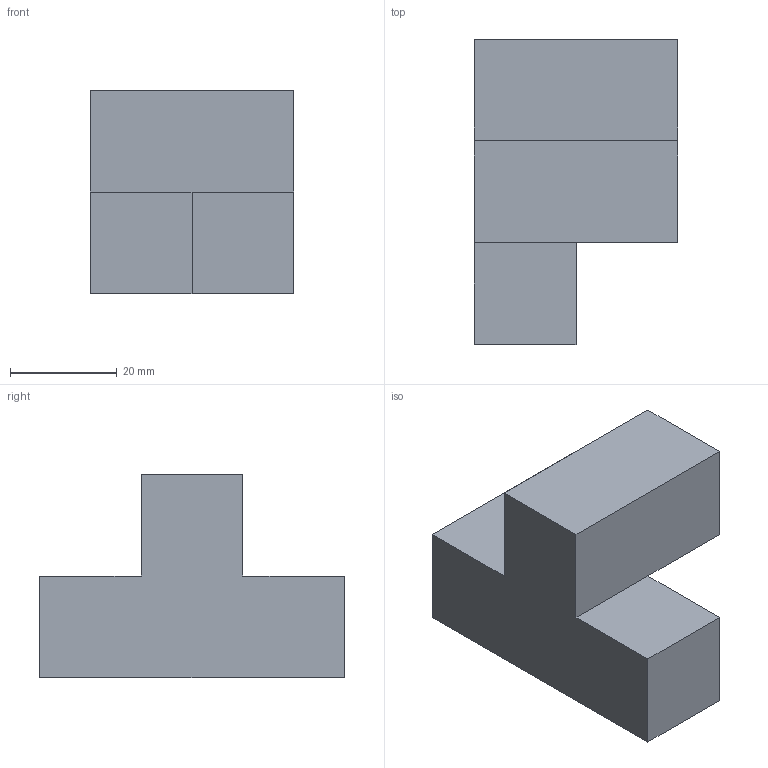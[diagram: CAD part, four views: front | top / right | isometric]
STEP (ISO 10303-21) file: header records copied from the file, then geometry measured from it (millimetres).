
FILE_DESCRIPTION(/* description */ (''),/* implementation_level */ '2;1');
FILE_NAME(/* name */ 'Part1.stp',/* time_stamp */ '2014-07-25T13:14:06-05:00',/* author */ ('quinn'),/* organization */ (''),/* preprocessor_version */ 'ST-DEVELOPER v15.2',/* originating_system */ 'Autodesk Inventor 2014',/* authorisation */ '');
FILE_SCHEMA (('AUTOMOTIVE_DESIGN { 1 0 10303 214 3 1 1 }'));
Length unit declared in the file: inch
Products named in the file (1): Part1
Bounding box: 38.1 x 57.15 x 38.1 mm (x, y, z)
Volume: 41479.8 mm3; surface area: 9435.5 mm2
Topology: 1 solids, 1 shells, 14 faces, 32 edges, 20 vertices
Faces by surface type: plane 14
Entity records: 427 total; most frequent: CARTESIAN_POINT 67, ORIENTED_EDGE 66, DIRECTION 62, LINE 32, VECTOR 32, EDGE_CURVE 32, VERTEX_POINT 20, AXIS2_PLACEMENT_3D 15
